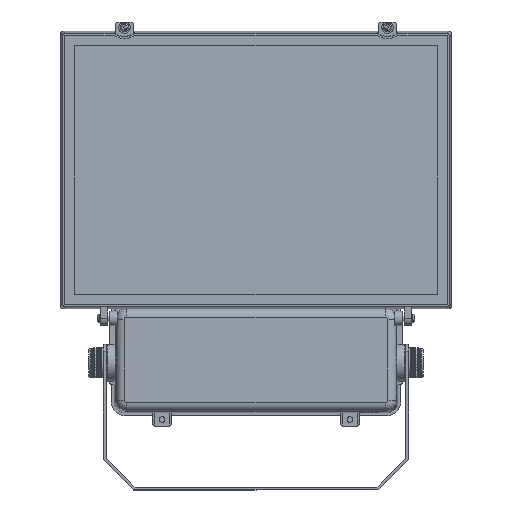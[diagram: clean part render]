
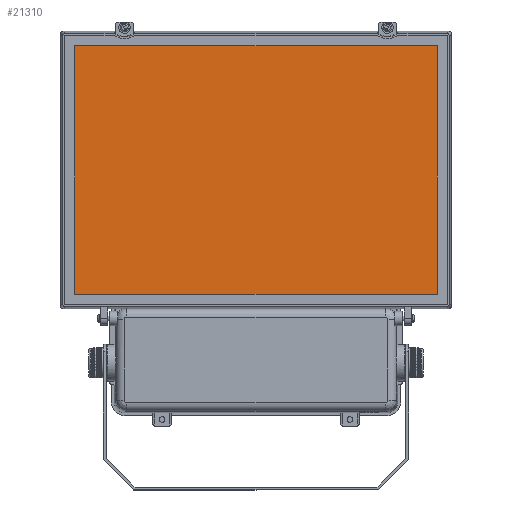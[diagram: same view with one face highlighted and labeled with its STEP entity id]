
A CAD part, top view. The second image highlights one B-rep face of the part: STEP entity #21310.
In plain terms, the highlighted planar face has unit normal (0, 0, 1).
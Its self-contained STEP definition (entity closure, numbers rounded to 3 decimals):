
#1068 = VERTEX_POINT ( 'NONE', #32103 ) ;
#1218 = CARTESIAN_POINT ( 'NONE',  ( 192.751, 132.251, 10. ) ) ;
#1866 = DIRECTION ( 'NONE',  ( 1., 0., 0. ) ) ;
#2037 = CARTESIAN_POINT ( 'NONE',  ( -192.751, -132.251, 10. ) ) ;
#4736 = CARTESIAN_POINT ( 'NONE',  ( 192.751, 132.251, 10. ) ) ;
#5516 = VECTOR ( 'NONE', #31980, 1000. ) ;
#5930 = ORIENTED_EDGE ( 'NONE', *, *, #19424, .T. ) ;
#6078 = VECTOR ( 'NONE', #26641, 1000. ) ;
#6334 = CARTESIAN_POINT ( 'NONE',  ( -192.751, -132.251, 10. ) ) ;
#6494 = FACE_OUTER_BOUND ( 'NONE', #19777, .T. ) ;
#7819 = CARTESIAN_POINT ( 'NONE',  ( 192.751, -132.251, 10. ) ) ;
#7847 = LINE ( 'NONE', #46257, #5516 ) ;
#7848 = ORIENTED_EDGE ( 'NONE', *, *, #19078, .T. ) ;
#9833 = DIRECTION ( 'NONE',  ( 1., 0., 0. ) ) ;
#12529 = CARTESIAN_POINT ( 'NONE',  ( 0., 0., 10. ) ) ;
#12960 = VERTEX_POINT ( 'NONE', #7819 ) ;
#13331 = DIRECTION ( 'NONE',  ( -1., 0., 0. ) ) ;
#16991 = VERTEX_POINT ( 'NONE', #4736 ) ;
#19078 = EDGE_CURVE ( 'NONE', #40635, #12960, #46202, .T. ) ;
#19145 = EDGE_CURVE ( 'NONE', #1068, #40635, #7847, .T. ) ;
#19424 = EDGE_CURVE ( 'NONE', #12960, #16991, #44470, .T. ) ;
#19777 = EDGE_LOOP ( 'NONE', ( #5930, #29194, #45117, #7848 ) ) ;
#20516 = CARTESIAN_POINT ( 'NONE',  ( -192.751, 132.251, 10. ) ) ;
#21310 = ADVANCED_FACE ( 'NONE', ( #6494 ), #30717, .T. ) ;
#23688 = DIRECTION ( 'NONE',  ( 0., 0., 1. ) ) ;
#24897 = AXIS2_PLACEMENT_3D ( 'NONE', #12529, #23688, #1866 ) ;
#26034 = VECTOR ( 'NONE', #9833, 1000. ) ;
#26641 = DIRECTION ( 'NONE',  ( 0., 1., 0. ) ) ;
#28491 = EDGE_CURVE ( 'NONE', #16991, #1068, #45361, .T. ) ;
#29194 = ORIENTED_EDGE ( 'NONE', *, *, #28491, .T. ) ;
#30717 = PLANE ( 'NONE',  #24897 ) ;
#31980 = DIRECTION ( 'NONE',  ( 0., -1., 0. ) ) ;
#32103 = CARTESIAN_POINT ( 'NONE',  ( -192.751, 132.251, 10. ) ) ;
#40635 = VERTEX_POINT ( 'NONE', #2037 ) ;
#44217 = VECTOR ( 'NONE', #13331, 1000. ) ;
#44470 = LINE ( 'NONE', #1218, #6078 ) ;
#45117 = ORIENTED_EDGE ( 'NONE', *, *, #19145, .T. ) ;
#45361 = LINE ( 'NONE', #20516, #44217 ) ;
#46202 = LINE ( 'NONE', #6334, #26034 ) ;
#46257 = CARTESIAN_POINT ( 'NONE',  ( -192.751, 132.251, 10. ) ) ;
